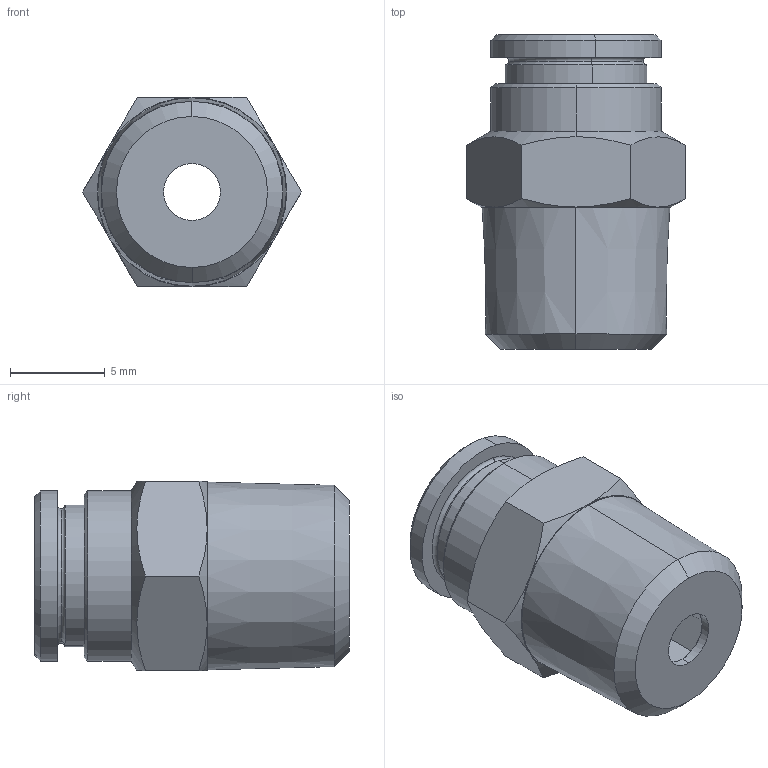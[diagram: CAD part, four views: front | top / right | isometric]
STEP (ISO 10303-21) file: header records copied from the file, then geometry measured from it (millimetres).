
FILE_DESCRIPTION (( 'STEP AP203' ), '1' );
FILE_NAME ('X0010011.STEP', '2010-09-21T07:27:47', ( '' ), ( 'sopra-pneumatic' ), 'SwSTEP 2.0', 'SolidWorks 2009', '' );
FILE_SCHEMA (( 'CONFIG_CONTROL_DESIGN' ));
Length unit declared in the file: millimetre
Products named in the file (1): X0010011
Bounding box: 11.55 x 16.6 x 10 mm (x, y, z)
Volume: 976.1 mm3; surface area: 868.3 mm2
Topology: 1 solids, 1 shells, 55 faces, 120 edges, 70 vertices
Faces by surface type: plane 23, cone 18, cylinder 10, torus 4
Entity records: 1661 total; most frequent: CARTESIAN_POINT 396, DIRECTION 254, ORIENTED_EDGE 240, EDGE_CURVE 120, AXIS2_PLACEMENT_3D 104, VERTEX_POINT 70, EDGE_LOOP 60, ADVANCED_FACE 55
